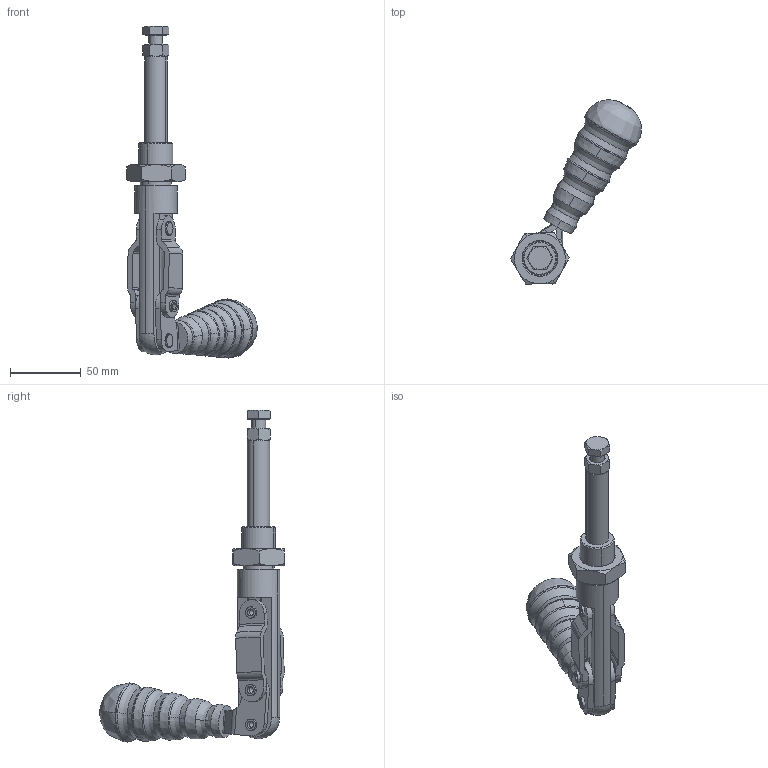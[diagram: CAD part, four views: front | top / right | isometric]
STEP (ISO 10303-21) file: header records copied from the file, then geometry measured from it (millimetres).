
FILE_DESCRIPTION((''),'2;1');
FILE_NAME('382.stp','2005-09-01T11:39:04',('CAD'),(''),'Autodesk Inventor 8','Autodesk Inventor 8','');
FILE_SCHEMA(('AUTOMOTIVE_DESIGN { 1 0 10303 214 1 1 1 1 }'));
Length unit declared in the file: millimetre
Products named in the file (1): Part31
Bounding box: 92.63 x 130.56 x 234.82 mm (x, y, z)
Volume: 170565.1 mm3; surface area: 45355.8 mm2
Topology: 2 solids, 4 shells, 342 faces, 882 edges, 546 vertices
Faces by surface type: plane 99, cylinder 81, bspline 72, cone 66, torus 22, sphere 2
Entity records: 12336 total; most frequent: CARTESIAN_POINT 4189, DIRECTION 1764, ORIENTED_EDGE 1732, EDGE_CURVE 866, AXIS2_PLACEMENT_3D 707, VERTEX_POINT 544, CIRCLE 434, EDGE_LOOP 366
